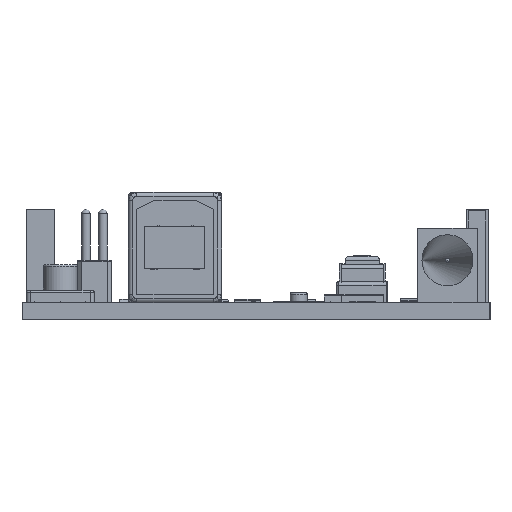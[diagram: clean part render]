
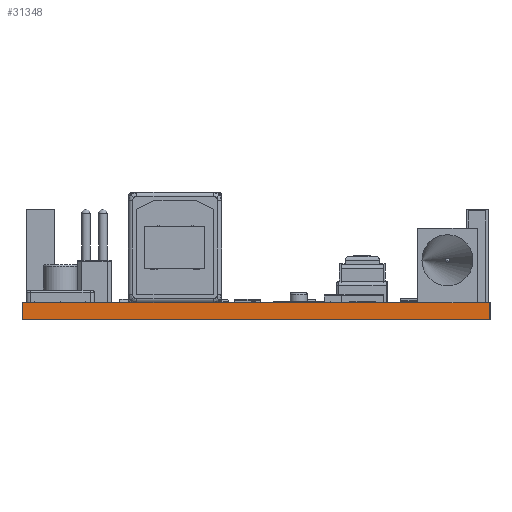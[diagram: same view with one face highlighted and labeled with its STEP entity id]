
A CAD part, left-side view. The second image highlights one B-rep face of the part: STEP entity #31348.
In plain terms, the highlighted planar face has unit normal (-1, 0, 0).
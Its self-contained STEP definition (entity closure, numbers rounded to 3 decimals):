
#696=PLANE('',#33718);
#2245=FACE_OUTER_BOUND('',#4295,.T.);
#4295=EDGE_LOOP('',(#22206,#22207,#22208,#22209,#22210,#22211,#22212,#22213));
#6207=LINE('',#45637,#9726);
#6208=LINE('',#45639,#9727);
#6216=LINE('',#45655,#9735);
#6217=LINE('',#45657,#9736);
#6274=LINE('',#45863,#9793);
#6507=LINE('',#46450,#10026);
#6508=LINE('',#46453,#10027);
#6509=LINE('',#46454,#10028);
#9726=VECTOR('',#36397,10.);
#9727=VECTOR('',#36398,10.);
#9735=VECTOR('',#36406,10.);
#9736=VECTOR('',#36407,10.);
#9793=VECTOR('',#36582,10.);
#10026=VECTOR('',#37189,10.);
#10027=VECTOR('',#37192,10.);
#10028=VECTOR('',#37193,10.);
#13998=VERTEX_POINT('',#45634);
#13999=VERTEX_POINT('',#45636);
#14000=VERTEX_POINT('',#45638);
#14007=VERTEX_POINT('',#45652);
#14008=VERTEX_POINT('',#45654);
#14009=VERTEX_POINT('',#45656);
#14230=VERTEX_POINT('',#46448);
#14231=VERTEX_POINT('',#46452);
#16925=EDGE_CURVE('',#13998,#13999,#6207,.T.);
#16926=EDGE_CURVE('',#13999,#14000,#6208,.T.);
#16934=EDGE_CURVE('',#14007,#14008,#6216,.T.);
#16935=EDGE_CURVE('',#14008,#14009,#6217,.T.);
#17026=EDGE_CURVE('',#13998,#14009,#6274,.T.);
#17313=EDGE_CURVE('',#14230,#14000,#6507,.T.);
#17314=EDGE_CURVE('',#14231,#14007,#6508,.T.);
#17315=EDGE_CURVE('',#14231,#14230,#6509,.T.);
#22206=ORIENTED_EDGE('',*,*,#17026,.T.);
#22207=ORIENTED_EDGE('',*,*,#16935,.F.);
#22208=ORIENTED_EDGE('',*,*,#16934,.F.);
#22209=ORIENTED_EDGE('',*,*,#17314,.F.);
#22210=ORIENTED_EDGE('',*,*,#17315,.T.);
#22211=ORIENTED_EDGE('',*,*,#17313,.T.);
#22212=ORIENTED_EDGE('',*,*,#16926,.F.);
#22213=ORIENTED_EDGE('',*,*,#16925,.F.);
#31348=ADVANCED_FACE('',(#2245),#696,.T.);
#33718=AXIS2_PLACEMENT_3D('',#46451,#37190,#37191);
#36397=DIRECTION('',(0.,-1.,0.));
#36398=DIRECTION('',(0.,-1.,0.));
#36406=DIRECTION('',(0.,-1.,0.));
#36407=DIRECTION('',(0.,-1.,0.));
#36582=DIRECTION('',(0.,1.,0.));
#37189=DIRECTION('',(0.,0.,1.));
#37190=DIRECTION('center_axis',(-1.,0.,0.));
#37191=DIRECTION('ref_axis',(0.,-1.,0.));
#37192=DIRECTION('',(0.,0.,1.));
#37193=DIRECTION('',(0.,-1.,0.));
#45634=CARTESIAN_POINT('',(-37.5,-25.5,2.));
#45636=CARTESIAN_POINT('',(-37.5,-26.,2.));
#45637=CARTESIAN_POINT('',(-37.5,27.5,2.));
#45638=CARTESIAN_POINT('',(-37.5,-27.5,2.));
#45639=CARTESIAN_POINT('',(-37.5,27.5,2.));
#45652=CARTESIAN_POINT('',(-37.5,27.5,2.));
#45654=CARTESIAN_POINT('',(-37.5,-19.,2.));
#45655=CARTESIAN_POINT('',(-37.5,27.5,2.));
#45656=CARTESIAN_POINT('',(-37.5,-19.5,2.));
#45657=CARTESIAN_POINT('',(-37.5,27.5,2.));
#45863=CARTESIAN_POINT('',(-37.5,4.25,2.));
#46448=CARTESIAN_POINT('',(-37.5,-27.5,0.));
#46450=CARTESIAN_POINT('',(-37.5,-27.5,0.));
#46451=CARTESIAN_POINT('Origin',(-37.5,27.5,0.));
#46452=CARTESIAN_POINT('',(-37.5,27.5,0.));
#46453=CARTESIAN_POINT('',(-37.5,27.5,0.));
#46454=CARTESIAN_POINT('',(-37.5,27.5,0.));
